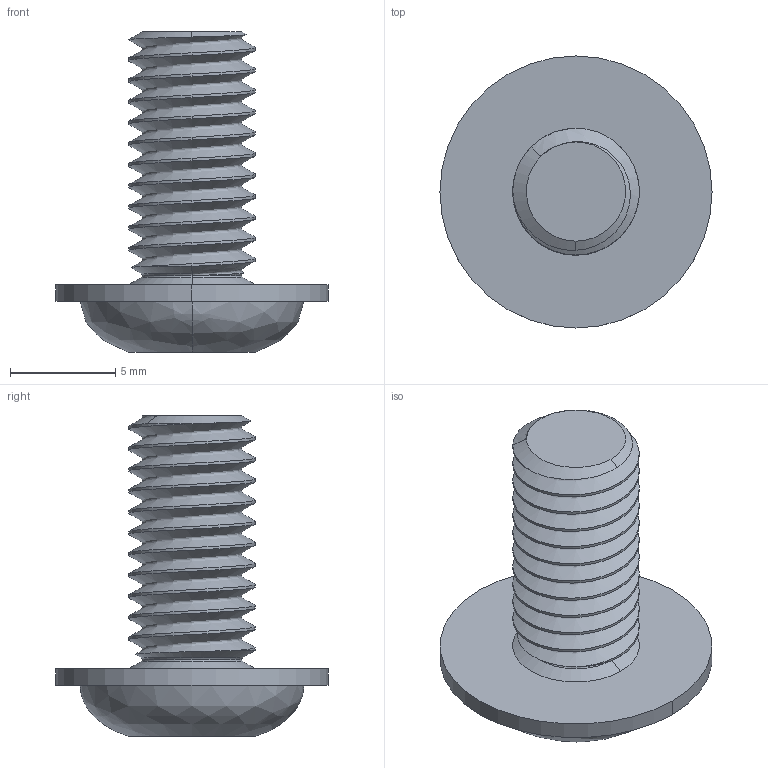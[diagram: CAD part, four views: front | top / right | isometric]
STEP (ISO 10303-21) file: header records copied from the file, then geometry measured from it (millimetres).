
FILE_DESCRIPTION (( 'STEP AP214' ), '1' );
FILE_NAME ('HP.VI.I612.STEP', '2023-01-23T08:34:45', ( '' ), ( '' ), 'SwSTEP 2.0', 'SolidWorks 2022', '' );
FILE_SCHEMA (( 'AUTOMOTIVE_DESIGN' ));
Length unit declared in the file: millimetre
Products named in the file (1): HP.VI.I612
Bounding box: 12.9 x 12.9 x 15.2 mm (x, y, z)
Volume: 518.5 mm3; surface area: 693.4 mm2
Topology: 1 solids, 1 shells, 49 faces, 125 edges, 81 vertices
Faces by surface type: cylinder 25, plane 11, cone 6, torus 4, bspline 3
Entity records: 3757 total; most frequent: CARTESIAN_POINT 2682, ORIENTED_EDGE 250, DIRECTION 188, EDGE_CURVE 125, VERTEX_POINT 81, AXIS2_PLACEMENT_3D 71, EDGE_LOOP 52, FACE_OUTER_BOUND 49
